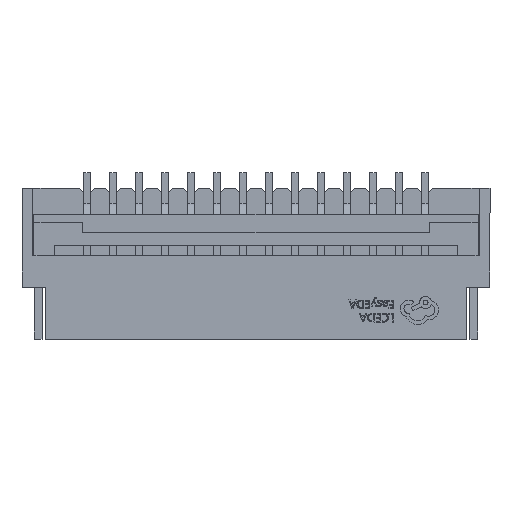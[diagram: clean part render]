
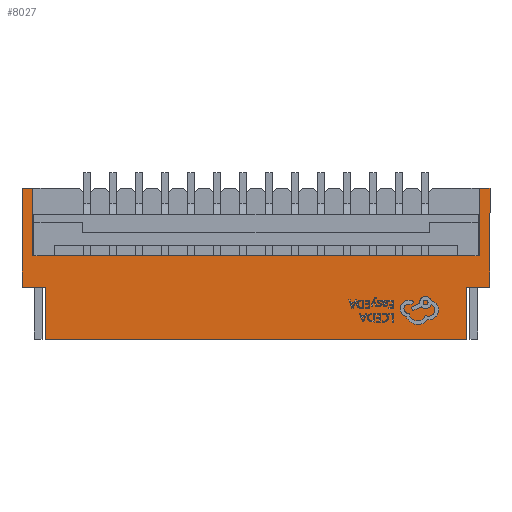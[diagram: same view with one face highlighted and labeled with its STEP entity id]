
A CAD part, top view. The second image highlights one B-rep face of the part: STEP entity #8027.
In plain terms, the highlighted planar face has unit normal (0, 0, 1).
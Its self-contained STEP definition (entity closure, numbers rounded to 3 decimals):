
#277 = VERTEX_POINT ( 'NONE', #12237 ) ;
#404 = VECTOR ( 'NONE', #21380, 1000. ) ;
#514 = FACE_OUTER_BOUND ( 'NONE', #23561, .T. ) ;
#619 = DIRECTION ( 'NONE',  ( 0., -1., 0. ) ) ;
#626 = EDGE_CURVE ( 'NONE', #20601, #5103, #14327, .T. ) ;
#1796 = ORIENTED_EDGE ( 'NONE', *, *, #29243, .F. ) ;
#1912 = DIRECTION ( 'NONE',  ( 0., 1., 0. ) ) ;
#2032 = LINE ( 'NONE', #11224, #28301 ) ;
#2575 = CARTESIAN_POINT ( 'NONE',  ( -1.25, 0.23, 0.9 ) ) ;
#2687 = ORIENTED_EDGE ( 'NONE', *, *, #34384, .T. ) ;
#3188 = AXIS2_PLACEMENT_3D ( 'NONE', #14197, #27258, #23891 ) ;
#4057 = DIRECTION ( 'NONE',  ( 1., 0., 0. ) ) ;
#4978 = VERTEX_POINT ( 'NONE', #9596 ) ;
#5024 = ORIENTED_EDGE ( 'NONE', *, *, #16380, .T. ) ;
#5103 = VERTEX_POINT ( 'NONE', #37718 ) ;
#5551 = CARTESIAN_POINT ( 'NONE',  ( 7.75, -1.67, 0.9 ) ) ;
#6366 = ORIENTED_EDGE ( 'NONE', *, *, #28931, .T. ) ;
#7859 = ORIENTED_EDGE ( 'NONE', *, *, #24521, .T. ) ;
#8027 = ADVANCED_FACE ( 'NONE', ( #514 ), #10988, .T. ) ;
#8060 = ORIENTED_EDGE ( 'NONE', *, *, #27795, .T. ) ;
#9534 = DIRECTION ( 'NONE',  ( -1., 0., 0. ) ) ;
#9596 = CARTESIAN_POINT ( 'NONE',  ( 7.75, 0.23, 0.9 ) ) ;
#9954 = LINE ( 'NONE', #28789, #34371 ) ;
#10792 = CARTESIAN_POINT ( 'NONE',  ( 7.55, -1.07, 0.9 ) ) ;
#10839 = CARTESIAN_POINT ( 'NONE',  ( -1.25, 0.23, 0.9 ) ) ;
#10988 = PLANE ( 'NONE',  #3188 ) ;
#11224 = CARTESIAN_POINT ( 'NONE',  ( -0.79, -2.67, 0.9 ) ) ;
#11242 = EDGE_CURVE ( 'NONE', #17373, #4978, #35177, .T. ) ;
#11419 = CARTESIAN_POINT ( 'NONE',  ( 7.55, 0.23, 0.9 ) ) ;
#12237 = CARTESIAN_POINT ( 'NONE',  ( -0.79, -1.67, 0.9 ) ) ;
#12272 = DIRECTION ( 'NONE',  ( 1., 0., 0. ) ) ;
#13335 = VERTEX_POINT ( 'NONE', #2575 ) ;
#13390 = VECTOR ( 'NONE', #1912, 1000. ) ;
#14099 = LINE ( 'NONE', #36228, #35753 ) ;
#14197 = CARTESIAN_POINT ( 'NONE',  ( 0., 0., 0.9 ) ) ;
#14327 = LINE ( 'NONE', #27179, #13390 ) ;
#14902 = CARTESIAN_POINT ( 'NONE',  ( 7.55, 0.23, 0.9 ) ) ;
#14993 = VECTOR ( 'NONE', #27340, 1000. ) ;
#16380 = EDGE_CURVE ( 'NONE', #277, #32409, #16431, .T. ) ;
#16431 = LINE ( 'NONE', #29300, #39833 ) ;
#17373 = VERTEX_POINT ( 'NONE', #5551 ) ;
#18231 = VERTEX_POINT ( 'NONE', #40706 ) ;
#19216 = ORIENTED_EDGE ( 'NONE', *, *, #11242, .T. ) ;
#19315 = CARTESIAN_POINT ( 'NONE',  ( -1.05, -1.07, 0.9 ) ) ;
#19784 = ORIENTED_EDGE ( 'NONE', *, *, #41113, .T. ) ;
#20519 = CARTESIAN_POINT ( 'NONE',  ( -0.79, -2.67, 0.9 ) ) ;
#20601 = VERTEX_POINT ( 'NONE', #30059 ) ;
#20635 = CARTESIAN_POINT ( 'NONE',  ( -1.25, -1.67, 0.9 ) ) ;
#20768 = ORIENTED_EDGE ( 'NONE', *, *, #38272, .F. ) ;
#20841 = CARTESIAN_POINT ( 'NONE',  ( -1.05, 0.23, 0.9 ) ) ;
#21330 = EDGE_CURVE ( 'NONE', #18231, #40892, #22721, .T. ) ;
#21380 = DIRECTION ( 'NONE',  ( 0., 1., 0. ) ) ;
#21646 = LINE ( 'NONE', #39299, #37169 ) ;
#21818 = VECTOR ( 'NONE', #33812, 1000. ) ;
#21908 = CARTESIAN_POINT ( 'NONE',  ( 7.75, 0.23, 0.9 ) ) ;
#21976 = CARTESIAN_POINT ( 'NONE',  ( 7.29, -1.67, 0.9 ) ) ;
#22721 = LINE ( 'NONE', #20841, #14993 ) ;
#23561 = EDGE_LOOP ( 'NONE', ( #37689, #8060, #34142, #2687, #5024, #6366, #41659, #19784, #19216, #7859, #20768, #1796 ) ) ;
#23891 = DIRECTION ( 'NONE',  ( 1., 0., 0. ) ) ;
#24521 = EDGE_CURVE ( 'NONE', #4978, #36815, #21646, .T. ) ;
#24674 = VERTEX_POINT ( 'NONE', #10792 ) ;
#24935 = LINE ( 'NONE', #21976, #30178 ) ;
#27179 = CARTESIAN_POINT ( 'NONE',  ( 7.29, -2.67, 0.9 ) ) ;
#27258 = DIRECTION ( 'NONE',  ( 0., 0., 1. ) ) ;
#27340 = DIRECTION ( 'NONE',  ( 0., -1., 0. ) ) ;
#27795 = EDGE_CURVE ( 'NONE', #18231, #13335, #29677, .T. ) ;
#28082 = LINE ( 'NONE', #36967, #21818 ) ;
#28301 = VECTOR ( 'NONE', #37399, 1000. ) ;
#28707 = EDGE_CURVE ( 'NONE', #13335, #36777, #9954, .T. ) ;
#28789 = CARTESIAN_POINT ( 'NONE',  ( -1.25, 0.23, 0.9 ) ) ;
#28931 = EDGE_CURVE ( 'NONE', #32409, #20601, #2032, .T. ) ;
#29243 = EDGE_CURVE ( 'NONE', #40892, #24674, #14099, .T. ) ;
#29300 = CARTESIAN_POINT ( 'NONE',  ( -0.79, -1.67, 0.9 ) ) ;
#29677 = LINE ( 'NONE', #10839, #30885 ) ;
#29851 = VECTOR ( 'NONE', #34770, 1000. ) ;
#30059 = CARTESIAN_POINT ( 'NONE',  ( 7.29, -2.67, 0.9 ) ) ;
#30178 = VECTOR ( 'NONE', #12272, 1000. ) ;
#30885 = VECTOR ( 'NONE', #33046, 1000. ) ;
#32409 = VERTEX_POINT ( 'NONE', #20519 ) ;
#33046 = DIRECTION ( 'NONE',  ( -1., 0., 0. ) ) ;
#33812 = DIRECTION ( 'NONE',  ( 1., 0., 0. ) ) ;
#34142 = ORIENTED_EDGE ( 'NONE', *, *, #28707, .T. ) ;
#34371 = VECTOR ( 'NONE', #38478, 1000. ) ;
#34384 = EDGE_CURVE ( 'NONE', #36777, #277, #28082, .T. ) ;
#34770 = DIRECTION ( 'NONE',  ( 0., 1., 0. ) ) ;
#35177 = LINE ( 'NONE', #21908, #29851 ) ;
#35753 = VECTOR ( 'NONE', #4057, 1000. ) ;
#36228 = CARTESIAN_POINT ( 'NONE',  ( -1.05, -1.07, 0.9 ) ) ;
#36777 = VERTEX_POINT ( 'NONE', #20635 ) ;
#36815 = VERTEX_POINT ( 'NONE', #14902 ) ;
#36967 = CARTESIAN_POINT ( 'NONE',  ( -1.25, -1.67, 0.9 ) ) ;
#37169 = VECTOR ( 'NONE', #9534, 1000. ) ;
#37399 = DIRECTION ( 'NONE',  ( 1., 0., 0. ) ) ;
#37689 = ORIENTED_EDGE ( 'NONE', *, *, #21330, .F. ) ;
#37718 = CARTESIAN_POINT ( 'NONE',  ( 7.29, -1.67, 0.9 ) ) ;
#38272 = EDGE_CURVE ( 'NONE', #24674, #36815, #40355, .T. ) ;
#38478 = DIRECTION ( 'NONE',  ( 0., -1., 0. ) ) ;
#39299 = CARTESIAN_POINT ( 'NONE',  ( -1.25, 0.23, 0.9 ) ) ;
#39833 = VECTOR ( 'NONE', #619, 1000. ) ;
#40355 = LINE ( 'NONE', #11419, #404 ) ;
#40706 = CARTESIAN_POINT ( 'NONE',  ( -1.05, 0.23, 0.9 ) ) ;
#40892 = VERTEX_POINT ( 'NONE', #19315 ) ;
#41113 = EDGE_CURVE ( 'NONE', #5103, #17373, #24935, .T. ) ;
#41659 = ORIENTED_EDGE ( 'NONE', *, *, #626, .T. ) ;
